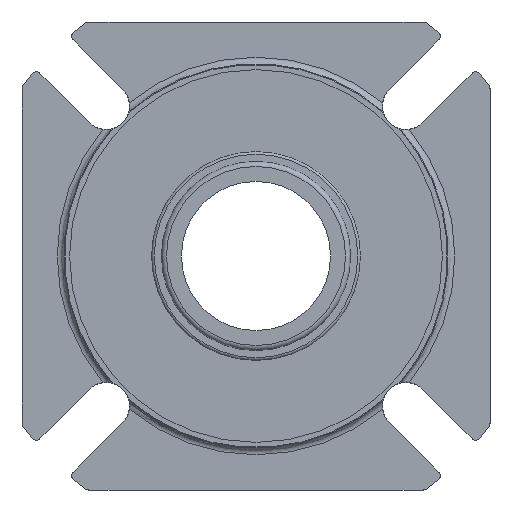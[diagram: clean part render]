
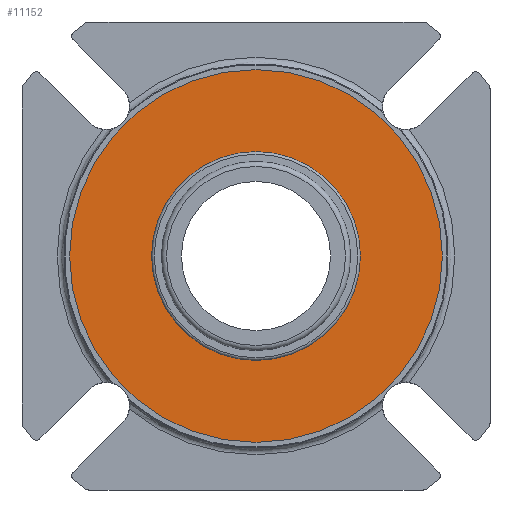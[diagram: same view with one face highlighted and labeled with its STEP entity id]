
A CAD part, left-side view. The second image highlights one B-rep face of the part: STEP entity #11152.
In plain terms, the highlighted planar face has unit normal (-1, 0, 0).
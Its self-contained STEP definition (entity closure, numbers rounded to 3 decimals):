
#1587=PLANE('',#11973);
#3786=ORIENTED_EDGE('',*,*,#4898,.F.);
#3787=ORIENTED_EDGE('',*,*,#4899,.T.);
#4898=EDGE_CURVE('',#5607,#5607,#5965,.T.);
#4899=EDGE_CURVE('',#5608,#5608,#5966,.T.);
#5607=VERTEX_POINT('',#19466);
#5608=VERTEX_POINT('',#19469);
#5965=CIRCLE('',#11972,31.115);
#5966=CIRCLE('',#11974,55.563);
#6534=EDGE_LOOP('',(#3786));
#6535=EDGE_LOOP('',(#3787));
#7111=FACE_BOUND('',#6534,.T.);
#7112=FACE_BOUND('',#6535,.T.);
#11152=ADVANCED_FACE('',(#7111,#7112),#1587,.T.);
#11972=AXIS2_PLACEMENT_3D('',#19465,#14086,#14087);
#11973=AXIS2_PLACEMENT_3D('',#19467,#14088,#14089);
#11974=AXIS2_PLACEMENT_3D('',#19468,#14090,#14091);
#14086=DIRECTION('',(-1.,0.,0.));
#14087=DIRECTION('',(0.,-1.,0.));
#14088=DIRECTION('',(-1.,0.,0.));
#14089=DIRECTION('',(0.,0.,-1.));
#14090=DIRECTION('',(-1.,0.,0.));
#14091=DIRECTION('',(0.,0.,-1.));
#19465=CARTESIAN_POINT('',(-0.508,0.,0.));
#19466=CARTESIAN_POINT('',(-0.508,-31.115,0.));
#19467=CARTESIAN_POINT('',(-0.508,0.,-46.038));
#19468=CARTESIAN_POINT('',(-0.508,0.,0.));
#19469=CARTESIAN_POINT('',(-0.508,0.,-55.563));
